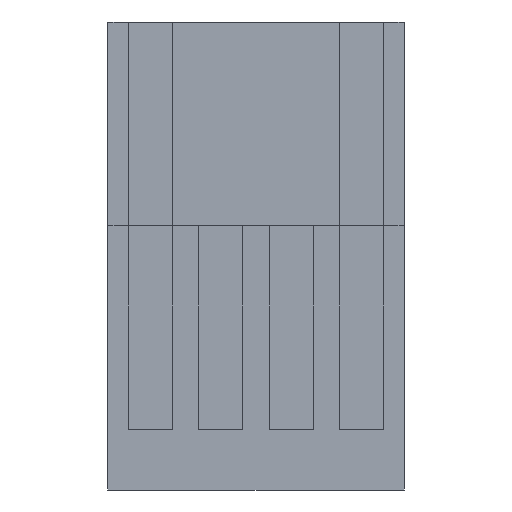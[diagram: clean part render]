
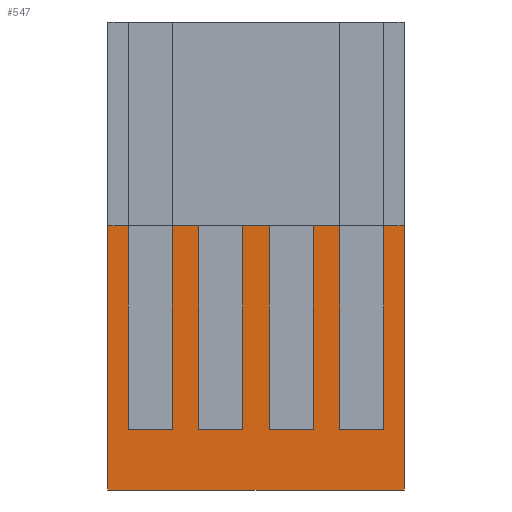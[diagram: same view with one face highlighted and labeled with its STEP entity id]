
A CAD part, front view. The second image highlights one B-rep face of the part: STEP entity #547.
In plain terms, the highlighted planar face has unit normal (0, -1, 0).
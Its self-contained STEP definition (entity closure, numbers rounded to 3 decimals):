
#547=ADVANCED_FACE('NONE',(#1463),#1464,.T.);
#1463=FACE_OUTER_BOUND('',#2759,.T.);
#1464=PLANE('',#2760);
#2759=EDGE_LOOP('',(#4503,#4504,#4505,#4506,#4507,#4508,#4509,#4510,#4511,#4512,#4513,#4514,#4515,#4516,#4517,#4518,#4519,#4520,#4521,#4522));
#2760=AXIS2_PLACEMENT_3D('',#4523,#4524,#4525);
#4503=ORIENTED_EDGE('',*,*,#8215,.T.);
#4504=ORIENTED_EDGE('',*,*,#8216,.T.);
#4505=ORIENTED_EDGE('',*,*,#8217,.T.);
#4506=ORIENTED_EDGE('',*,*,#8218,.T.);
#4507=ORIENTED_EDGE('',*,*,#8093,.T.);
#4508=ORIENTED_EDGE('',*,*,#8213,.F.);
#4509=ORIENTED_EDGE('',*,*,#8084,.F.);
#4510=ORIENTED_EDGE('',*,*,#8219,.T.);
#4511=ORIENTED_EDGE('',*,*,#8220,.T.);
#4512=ORIENTED_EDGE('',*,*,#8221,.T.);
#4513=ORIENTED_EDGE('',*,*,#8222,.T.);
#4514=ORIENTED_EDGE('',*,*,#8223,.T.);
#4515=ORIENTED_EDGE('',*,*,#8224,.T.);
#4516=ORIENTED_EDGE('',*,*,#8225,.T.);
#4517=ORIENTED_EDGE('',*,*,#8226,.T.);
#4518=ORIENTED_EDGE('',*,*,#8227,.T.);
#4519=ORIENTED_EDGE('',*,*,#8228,.T.);
#4520=ORIENTED_EDGE('',*,*,#8229,.T.);
#4521=ORIENTED_EDGE('',*,*,#8230,.T.);
#4522=ORIENTED_EDGE('',*,*,#8231,.T.);
#4523=CARTESIAN_POINT('',(-13.45,0.0,24.0));
#4524=DIRECTION('',(0.0,-1.0,0.0));
#4525=DIRECTION('',(0.0,0.0,-1.0));
#8084=EDGE_CURVE('NONE',#9845,#9825,#9847,.T.);
#8093=EDGE_CURVE('NONE',#9861,#9859,#9862,.T.);
#8213=EDGE_CURVE('NONE',#9825,#9859,#10050,.T.);
#8215=EDGE_CURVE('NONE',#10052,#10053,#10054,.T.);
#8216=EDGE_CURVE('NONE',#10053,#10055,#10056,.T.);
#8217=EDGE_CURVE('NONE',#10055,#10057,#10058,.T.);
#8218=EDGE_CURVE('NONE',#10057,#9861,#10059,.T.);
#8219=EDGE_CURVE('NONE',#9845,#10060,#10061,.T.);
#8220=EDGE_CURVE('NONE',#10060,#10062,#10063,.T.);
#8221=EDGE_CURVE('NONE',#10062,#10064,#10065,.T.);
#8222=EDGE_CURVE('NONE',#10064,#10066,#10067,.T.);
#8223=EDGE_CURVE('NONE',#10066,#10068,#10069,.T.);
#8224=EDGE_CURVE('NONE',#10068,#10070,#10071,.T.);
#8225=EDGE_CURVE('NONE',#10070,#10072,#10073,.T.);
#8226=EDGE_CURVE('NONE',#10072,#10074,#10075,.T.);
#8227=EDGE_CURVE('NONE',#10074,#10076,#10077,.T.);
#8228=EDGE_CURVE('NONE',#10076,#10078,#10079,.T.);
#8229=EDGE_CURVE('NONE',#10078,#10080,#10081,.T.);
#8230=EDGE_CURVE('NONE',#10080,#10082,#10083,.T.);
#8231=EDGE_CURVE('NONE',#10082,#10052,#10084,.T.);
#9825=VERTEX_POINT('NONE',#12271);
#9845=VERTEX_POINT('NONE',#12301);
#9847=LINE('',#12304,#12305);
#9859=VERTEX_POINT('NONE',#12322);
#9861=VERTEX_POINT('NONE',#12325);
#9862=LINE('',#12326,#12327);
#10050=LINE('',#12607,#12608);
#10052=VERTEX_POINT('NONE',#12610);
#10053=VERTEX_POINT('NONE',#12611);
#10054=LINE('',#12612,#12613);
#10055=VERTEX_POINT('NONE',#12614);
#10056=LINE('',#12615,#12616);
#10057=VERTEX_POINT('NONE',#12617);
#10058=LINE('',#12618,#12619);
#10059=LINE('',#12620,#12621);
#10060=VERTEX_POINT('NONE',#12622);
#10061=LINE('',#12623,#12624);
#10062=VERTEX_POINT('NONE',#12625);
#10063=LINE('',#12626,#12627);
#10064=VERTEX_POINT('NONE',#12628);
#10065=LINE('',#12629,#12630);
#10066=VERTEX_POINT('NONE',#12631);
#10067=LINE('',#12632,#12633);
#10068=VERTEX_POINT('NONE',#12634);
#10069=LINE('',#12635,#12636);
#10070=VERTEX_POINT('NONE',#12637);
#10071=LINE('',#12638,#12639);
#10072=VERTEX_POINT('NONE',#12640);
#10073=LINE('',#12641,#12642);
#10074=VERTEX_POINT('NONE',#12643);
#10075=LINE('',#12644,#12645);
#10076=VERTEX_POINT('NONE',#12646);
#10077=LINE('',#12647,#12648);
#10078=VERTEX_POINT('NONE',#12649);
#10079=LINE('',#12650,#12651);
#10080=VERTEX_POINT('NONE',#12652);
#10081=LINE('',#12653,#12654);
#10082=VERTEX_POINT('NONE',#12655);
#10083=LINE('',#12656,#12657);
#10084=LINE('',#12658,#12659);
#12271=CARTESIAN_POINT('',(13.45,0.0,0.0));
#12301=CARTESIAN_POINT('',(13.45,0.0,24.0));
#12304=CARTESIAN_POINT('',(13.45,0.0,0.0));
#12305=VECTOR('',#15404,1000.0);
#12322=CARTESIAN_POINT('',(-13.45,0.0,0.0));
#12325=CARTESIAN_POINT('',(-13.45,0.0,24.0));
#12326=CARTESIAN_POINT('',(-13.45,0.0,0.0));
#12327=VECTOR('',#15411,1000.0);
#12607=CARTESIAN_POINT('',(-13.45,0.0,0.0));
#12608=VECTOR('',#15534,1000.0);
#12610=CARTESIAN_POINT('',(-7.6,0.0,24.0));
#12611=CARTESIAN_POINT('',(-7.6,0.0,5.5));
#12612=CARTESIAN_POINT('',(-7.6,0.0,24.0));
#12613=VECTOR('',#15535,1000.0);
#12614=CARTESIAN_POINT('',(-11.6,0.0,5.5));
#12615=CARTESIAN_POINT('',(-13.45,0.0,5.5));
#12616=VECTOR('',#15536,1000.0);
#12617=CARTESIAN_POINT('',(-11.6,0.0,24.0));
#12618=CARTESIAN_POINT('',(-11.6,0.0,24.0));
#12619=VECTOR('',#15537,1000.0);
#12620=CARTESIAN_POINT('',(-13.45,0.0,24.0));
#12621=VECTOR('',#15538,1000.0);
#12622=CARTESIAN_POINT('',(11.6,0.0,24.0));
#12623=CARTESIAN_POINT('',(-13.45,0.0,24.0));
#12624=VECTOR('',#15539,1000.0);
#12625=CARTESIAN_POINT('',(11.6,0.0,5.5));
#12626=CARTESIAN_POINT('',(11.6,0.0,24.0));
#12627=VECTOR('',#15540,1000.0);
#12628=CARTESIAN_POINT('',(7.6,0.0,5.5));
#12629=CARTESIAN_POINT('',(-13.45,0.0,5.5));
#12630=VECTOR('',#15541,1000.0);
#12631=CARTESIAN_POINT('',(7.6,0.0,24.0));
#12632=CARTESIAN_POINT('',(7.6,0.0,24.0));
#12633=VECTOR('',#15542,1000.0);
#12634=CARTESIAN_POINT('',(5.2,0.0,24.0));
#12635=CARTESIAN_POINT('',(-13.45,0.0,24.0));
#12636=VECTOR('',#15543,1000.0);
#12637=CARTESIAN_POINT('',(5.2,0.,5.5));
#12638=CARTESIAN_POINT('',(5.2,0.0,24.0));
#12639=VECTOR('',#15544,1000.0);
#12640=CARTESIAN_POINT('',(1.2,0.,5.5));
#12641=CARTESIAN_POINT('',(-13.45,0.0,5.5));
#12642=VECTOR('',#15545,1000.0);
#12643=CARTESIAN_POINT('',(1.2,0.0,24.0));
#12644=CARTESIAN_POINT('',(1.2,0.0,24.0));
#12645=VECTOR('',#15546,1000.0);
#12646=CARTESIAN_POINT('',(-1.2,0.0,24.0));
#12647=CARTESIAN_POINT('',(-13.45,0.0,24.0));
#12648=VECTOR('',#15547,1000.0);
#12649=CARTESIAN_POINT('',(-1.2,0.,5.5));
#12650=CARTESIAN_POINT('',(-1.2,0.0,24.0));
#12651=VECTOR('',#15548,1000.0);
#12652=CARTESIAN_POINT('',(-5.2,0.,5.5));
#12653=CARTESIAN_POINT('',(-13.45,0.0,5.5));
#12654=VECTOR('',#15549,1000.0);
#12655=CARTESIAN_POINT('',(-5.2,0.0,24.0));
#12656=CARTESIAN_POINT('',(-5.2,0.0,24.0));
#12657=VECTOR('',#15550,1000.0);
#12658=CARTESIAN_POINT('',(-13.45,0.0,24.0));
#12659=VECTOR('',#15551,1000.0);
#15404=DIRECTION('',(0.0,0.0,-1.0));
#15411=DIRECTION('',(0.0,0.0,-1.0));
#15534=DIRECTION('',(-1.0,0.0,-0.0));
#15535=DIRECTION('',(0.0,-0.0,-1.0));
#15536=DIRECTION('',(-1.0,-0.0,-0.0));
#15537=DIRECTION('',(-0.0,0.0,1.0));
#15538=DIRECTION('',(-1.0,-0.0,-0.0));
#15539=DIRECTION('',(-1.0,-0.0,-0.0));
#15540=DIRECTION('',(0.0,-0.0,-1.0));
#15541=DIRECTION('',(-1.0,-0.0,-0.0));
#15542=DIRECTION('',(-0.0,0.0,1.0));
#15543=DIRECTION('',(-1.0,-0.0,-0.0));
#15544=DIRECTION('',(0.0,-0.0,-1.0));
#15545=DIRECTION('',(-1.0,-0.0,-0.0));
#15546=DIRECTION('',(-0.0,0.0,1.0));
#15547=DIRECTION('',(-1.0,-0.0,-0.0));
#15548=DIRECTION('',(0.0,-0.0,-1.0));
#15549=DIRECTION('',(-1.0,-0.0,-0.0));
#15550=DIRECTION('',(-0.0,0.0,1.0));
#15551=DIRECTION('',(-1.0,-0.0,-0.0));
